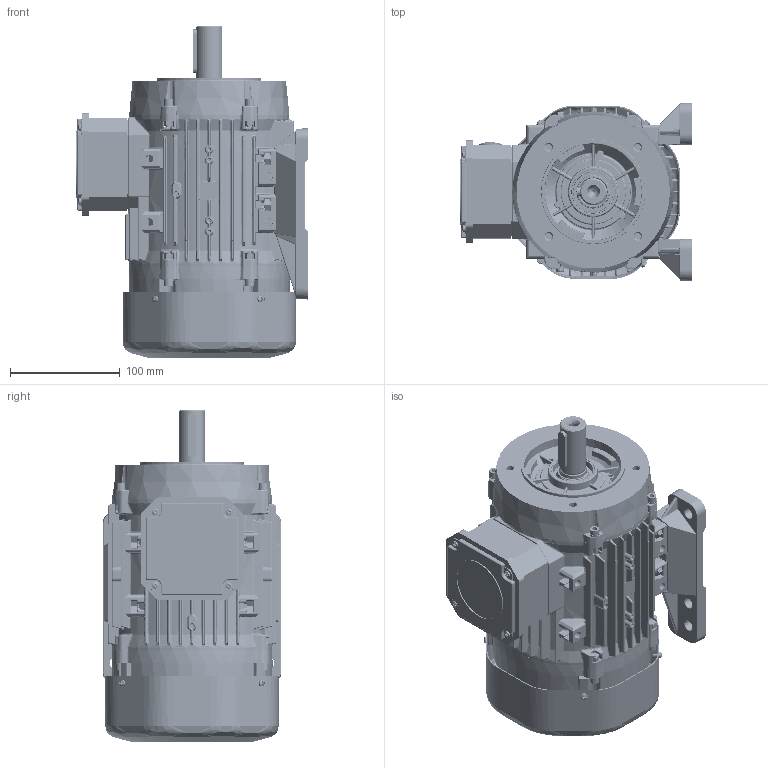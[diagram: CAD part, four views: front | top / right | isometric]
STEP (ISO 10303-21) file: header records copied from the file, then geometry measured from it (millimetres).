
FILE_DESCRIPTION(/* description */ (''),/* implementation_level */ '2;1');
FILE_NAME(/* name */ '6431457xx_AA.stp',/* time_stamp */ '2017-11-06T16:52:09+03:00',/* author */ (''),/* organization */ (''),/* preprocessor_version */ 'ST-DEVELOPER v15',/* originating_system */ 'SIEMENS PLM Software NX 9.0',/* authorisation */ '');
FILE_SCHEMA (('AUTOMOTIVE_DESIGN { 1 0 10303 214 3 1 1 1 }'));
Products named in the file (1): Ar311A3C0609zsd1
Bounding box: 211.5 x 162.94 x 303 mm (x, y, z)
Surface area: 555718 mm2 (no closed solid volume)
Topology: 0 solids, 96 shells, 8755 faces, 22569 edges, 13096 vertices
Faces by surface type: cylinder 2795, bspline 2500, plane 1749, sphere 719, cone 545, torus 447
Full cylindrical faces by diameter (mm): 3 x3, 3.5 x1, 3.95 x3, 3.985 x2, 4.134 x1, 4.22 x2, 4.6 x3, 6.8 x5, 8 x1, 8.4 x1, 9.3 x4, 19.1 x1, 19.2 x1, 19.55 x1, 20.2 x1, 23.6 x1, 24 x1, 25 x1, 40 x1, 57.4 x1, 61 x1, 95 x1
Entity records: 311277 total; most frequent: CARTESIAN_POINT 114751, ORIENTED_EDGE 40388, DIRECTION 39824, EDGE_CURVE 21786, AXIS2_PLACEMENT_3D 16416, VERTEX_POINT 13007, EDGE_LOOP 9144, ADVANCED_FACE 8755
